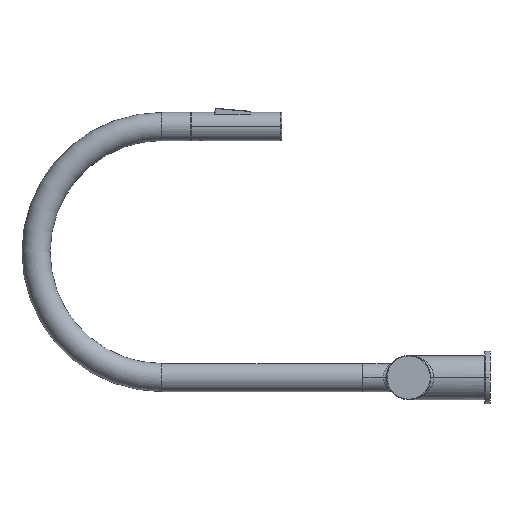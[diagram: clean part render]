
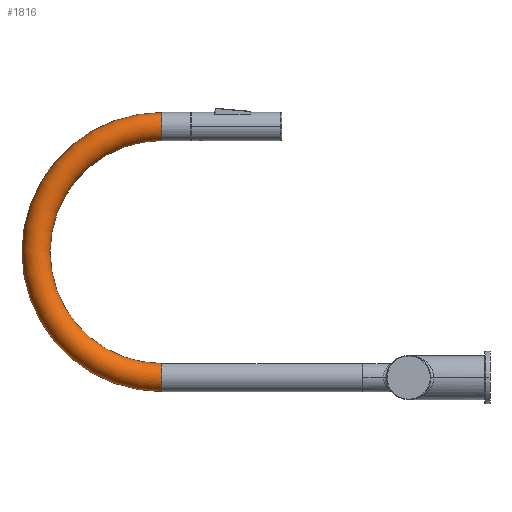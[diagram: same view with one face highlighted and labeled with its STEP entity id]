
A CAD part, left-side view. The second image highlights one B-rep face of the part: STEP entity #1816.
In plain terms, the highlighted toroidal (fillet/blend) face has major radius 125 mm and minor radius 14 mm.
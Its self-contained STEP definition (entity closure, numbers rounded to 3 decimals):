
#188=CARTESIAN_POINT('',(0.,327.,0.));
#189=DIRECTION('',(0.,1.,0.));
#190=DIRECTION('',(0.,0.,-1.));
#191=AXIS2_PLACEMENT_3D('',#188,#189,#190);
#193=CARTESIAN_POINT('',(0.,327.,125.));
#194=DIRECTION('',(1.,0.,0.));
#195=DIRECTION('',(0.,0.,-1.));
#196=AXIS2_PLACEMENT_3D('',#193,#194,#195);
#203=CARTESIAN_POINT('',(0.,327.,125.));
#204=DIRECTION('',(1.,0.,0.));
#205=DIRECTION('',(0.,0.,-1.));
#206=AXIS2_PLACEMENT_3D('',#203,#204,#205);
#506=CARTESIAN_POINT('',(0.,327.,250.));
#507=DIRECTION('',(0.,-1.,0.));
#508=DIRECTION('',(0.,0.,1.));
#509=AXIS2_PLACEMENT_3D('',#506,#507,#508);
#1298=CARTESIAN_POINT('',(0.,327.,14.));
#1299=CARTESIAN_POINT('',(0.,327.,-14.));
#1300=VERTEX_POINT('',#1298);
#1301=VERTEX_POINT('',#1299);
#1302=CARTESIAN_POINT('',(0.,327.,236.));
#1303=CARTESIAN_POINT('',(0.,327.,264.));
#1304=VERTEX_POINT('',#1302);
#1305=VERTEX_POINT('',#1303);
#1802=CARTESIAN_POINT('',(0.,327.,125.));
#1803=DIRECTION('',(1.,0.,0.));
#1804=DIRECTION('',(0.,0.,1.));
#1805=AXIS2_PLACEMENT_3D('',#1802,#1803,#1804);
#1806=TOROIDAL_SURFACE('',#1805,125.,14.);
#1807=ORIENTED_EDGE('',*,*,#1796,.F.);
#1809=ORIENTED_EDGE('',*,*,#1808,.T.);
#1811=ORIENTED_EDGE('',*,*,#1810,.T.);
#1813=ORIENTED_EDGE('',*,*,#1812,.F.);
#1814=EDGE_LOOP('',(#1807,#1809,#1811,#1813));
#1815=FACE_OUTER_BOUND('',#1814,.F.);
#1816=ADVANCED_FACE('',(#1815),#1806,.T.);
#192=CIRCLE('',#191,14.);
#197=CIRCLE('',#196,139.);
#207=CIRCLE('',#206,111.);
#510=CIRCLE('',#509,14.);
#1796=EDGE_CURVE('',#1301,#1300,#192,.T.);
#1808=EDGE_CURVE('',#1301,#1305,#197,.T.);
#1810=EDGE_CURVE('',#1305,#1304,#510,.T.);
#1812=EDGE_CURVE('',#1300,#1304,#207,.T.);
